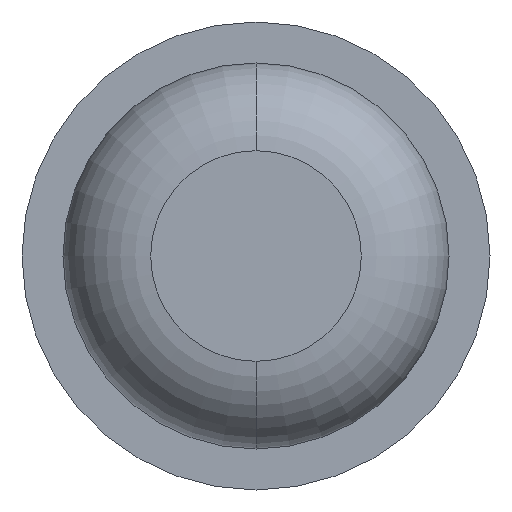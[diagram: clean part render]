
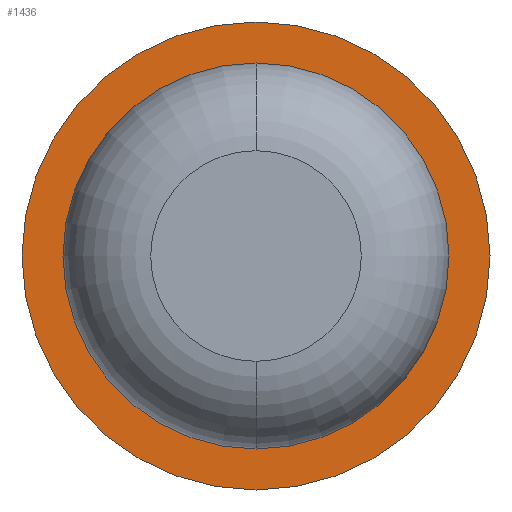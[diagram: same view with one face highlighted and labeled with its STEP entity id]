
A CAD part, front view. The second image highlights one B-rep face of the part: STEP entity #1436.
In plain terms, the highlighted planar face has unit normal (0, -1, 0).
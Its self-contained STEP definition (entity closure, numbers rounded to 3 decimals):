
#57 = AXIS2_PLACEMENT_3D ( 'NONE', #1063, #2840, #1314 ) ;
#113 = ORIENTED_EDGE ( 'NONE', *, *, #2868, .T. ) ;
#208 = DIRECTION ( 'NONE',  ( 0., 1., 0. ) ) ;
#352 = EDGE_LOOP ( 'NONE', ( #113, #807 ) ) ;
#365 = DIRECTION ( 'NONE',  ( 0., 0., 1. ) ) ;
#673 = FACE_BOUND ( 'NONE', #352, .T. ) ;
#709 = DIRECTION ( 'NONE',  ( 0., 0., 1. ) ) ;
#712 = CIRCLE ( 'NONE', #57, 0.825 ) ;
#742 = CARTESIAN_POINT ( 'NONE',  ( 0., -2., -1. ) ) ;
#777 = DIRECTION ( 'NONE',  ( 0., 1., 0. ) ) ;
#807 = ORIENTED_EDGE ( 'NONE', *, *, #2748, .T. ) ;
#942 = FACE_OUTER_BOUND ( 'NONE', #1574, .T. ) ;
#1036 = EDGE_CURVE ( 'Defeature ausgef�hrt1_5+Defeature ausgef�hrt1_4+Defeature ausgef�hrt1_4+Defeature ausgef�hrt1_4', #1773, #2407, #1187, .T. ) ;
#1043 = ORIENTED_EDGE ( 'NONE', *, *, #2269, .F. ) ;
#1063 = CARTESIAN_POINT ( 'NONE',  ( 0., -2., 0. ) ) ;
#1115 = AXIS2_PLACEMENT_3D ( 'NONE', #2297, #777, #1536 ) ;
#1141 = CIRCLE ( 'NONE', #1115, 0.825 ) ;
#1155 = DIRECTION ( 'NONE',  ( 0., 1., 0. ) ) ;
#1187 = CIRCLE ( 'NONE', #2018, 1. ) ;
#1241 = DIRECTION ( 'NONE',  ( 0., 1., 0. ) ) ;
#1314 = DIRECTION ( 'NONE',  ( 0., 0., 1. ) ) ;
#1436 = ADVANCED_FACE ( 'Defeature ausgef�hrt1_4', ( #942, #673 ), #1872, .F. ) ;
#1453 = CARTESIAN_POINT ( 'NONE',  ( 0., -2., -0.825 ) ) ;
#1500 = CIRCLE ( 'NONE', #2326, 1. ) ;
#1536 = DIRECTION ( 'NONE',  ( 0., 0., 1. ) ) ;
#1574 = EDGE_LOOP ( 'NONE', ( #1043, #2387 ) ) ;
#1773 = VERTEX_POINT ( 'NONE', #742 ) ;
#1791 = CARTESIAN_POINT ( 'NONE',  ( 0., -2., 0.825 ) ) ;
#1806 = CARTESIAN_POINT ( 'NONE',  ( 0., -2., 1. ) ) ;
#1872 = PLANE ( 'NONE',  #2524 ) ;
#1957 = DIRECTION ( 'NONE',  ( 0., 0., 1. ) ) ;
#1966 = CARTESIAN_POINT ( 'NONE',  ( 0., -2., 0. ) ) ;
#2018 = AXIS2_PLACEMENT_3D ( 'NONE', #2875, #1155, #365 ) ;
#2237 = VERTEX_POINT ( 'NONE', #1453 ) ;
#2269 = EDGE_CURVE ( 'Defeature ausgef�hrt1_5+Defeature ausgef�hrt1_4+Defeature ausgef�hrt1_4+Defeature ausgef�hrt1_4', #2407, #1773, #1500, .T. ) ;
#2297 = CARTESIAN_POINT ( 'NONE',  ( 0., -2., 0. ) ) ;
#2326 = AXIS2_PLACEMENT_3D ( 'NONE', #1966, #208, #1957 ) ;
#2387 = ORIENTED_EDGE ( 'NONE', *, *, #1036, .F. ) ;
#2407 = VERTEX_POINT ( 'NONE', #1806 ) ;
#2524 = AXIS2_PLACEMENT_3D ( 'NONE', #3120, #1241, #709 ) ;
#2748 = EDGE_CURVE ( 'Defeature ausgef�hrt1_4+Defeature ausgef�hrt1_0+Defeature ausgef�hrt1_0+Defeature ausgef�hrt1_0', #2237, #2794, #712, .T. ) ;
#2794 = VERTEX_POINT ( 'NONE', #1791 ) ;
#2840 = DIRECTION ( 'NONE',  ( 0., 1., 0. ) ) ;
#2868 = EDGE_CURVE ( 'Defeature ausgef�hrt1_4+Defeature ausgef�hrt1_0+Defeature ausgef�hrt1_0+Defeature ausgef�hrt1_0', #2794, #2237, #1141, .T. ) ;
#2875 = CARTESIAN_POINT ( 'NONE',  ( 0., -2., 0. ) ) ;
#3120 = CARTESIAN_POINT ( 'NONE',  ( 1., -2., 0. ) ) ;
